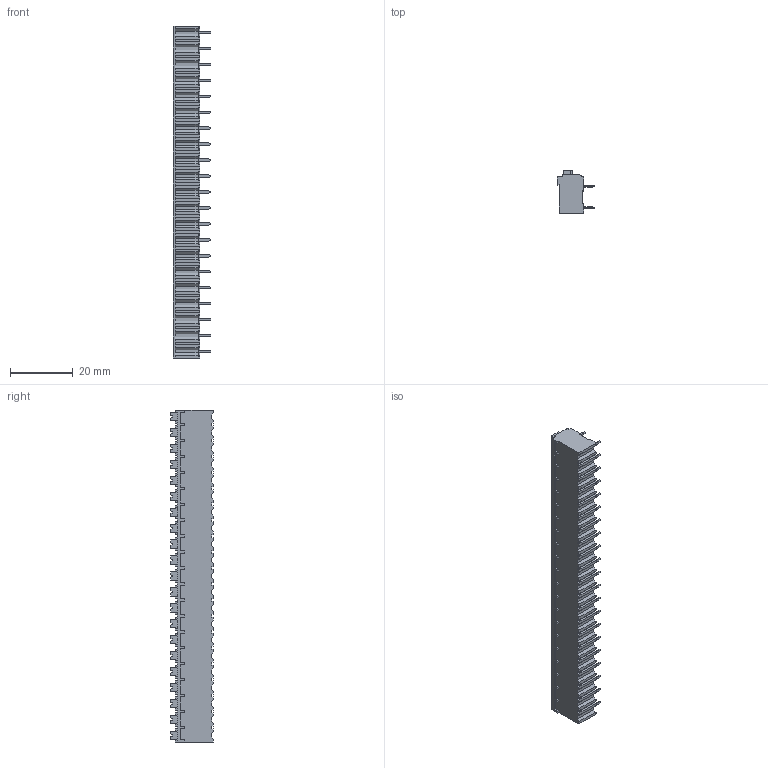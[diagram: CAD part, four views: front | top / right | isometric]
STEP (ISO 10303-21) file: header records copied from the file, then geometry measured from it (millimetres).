
FILE_DESCRIPTION((''),'2;1');
FILE_NAME('TLM-004RT-5_08-XXP-X','2024-09-30T',('sj'),(''),'PRO/ENGINEER BY PARAMETRIC TECHNOLOGY CORPORATION, 2015240','PRO/ENGINEER BY PARAMETRIC TECHNOLOGY CORPORATION, 2015240','');
FILE_SCHEMA(('CONFIG_CONTROL_DESIGN','SHAPE_APPEARANCE_LAYERS_GROUPS'));
Products named in the file (1): TLM-004RT-5_08-XXP-X
Bounding box: 11.9 x 13.65 x 105.8 mm (x, y, z)
Volume: 7885.7 mm3; surface area: 10150.1 mm2
Topology: 1 solids, 1 shells, 2054 faces, 5801 edges, 3854 vertices
Faces by surface type: plane 1844, cylinder 210
Entity records: 65771 total; most frequent: CARTESIAN_POINT 12213, ORIENTED_EDGE 11602, DIRECTION 10287, EDGE_CURVE 5801, VECTOR 5171, LINE 5171, VERTEX_POINT 3854, AXIS2_PLACEMENT_3D 2558
